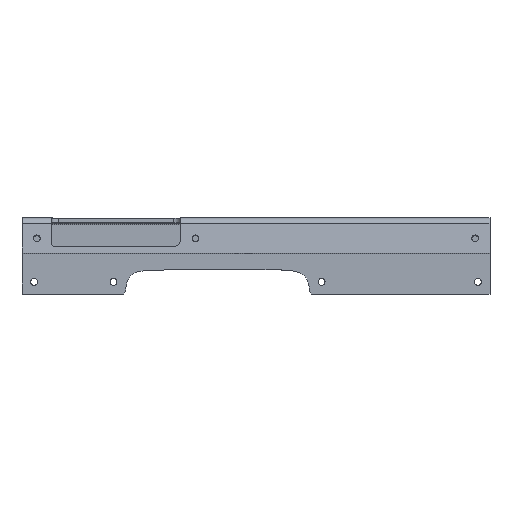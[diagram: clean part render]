
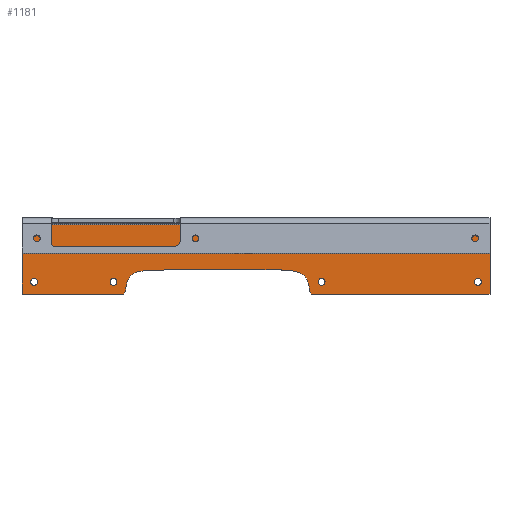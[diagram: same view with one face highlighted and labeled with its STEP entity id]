
A CAD part, top view. The second image highlights one B-rep face of the part: STEP entity #1181.
In plain terms, the highlighted planar face has unit normal (0, 0, 1).
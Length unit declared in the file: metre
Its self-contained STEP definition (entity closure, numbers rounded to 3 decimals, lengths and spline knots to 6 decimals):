
#17=CIRCLE('',#1257,0.0021);
#19=CIRCLE('',#1261,0.0021);
#21=CIRCLE('',#1264,0.0021);
#23=CIRCLE('',#1267,0.0021);
#93=PLANE('',#1269);
#123=B_SPLINE_CURVE_WITH_KNOTS('',3,(#1706,#1707,#1708,#1709,#1710,#1711,
#1712),.UNSPECIFIED.,.F.,.F.,(4,3,4),(0.025844,0.035489,
1.),.PIECEWISE_BEZIER_KNOTS.);
#125=B_SPLINE_CURVE_WITH_KNOTS('',3,(#1737,#1738,#1739,#1740,#1741,#1742,
#1743),.UNSPECIFIED.,.F.,.F.,(4,3,4),(0.,0.964511,0.974157),
 .PIECEWISE_BEZIER_KNOTS.);
#189=ORIENTED_EDGE('',*,*,#494,.F.);
#190=ORIENTED_EDGE('',*,*,#490,.T.);
#191=ORIENTED_EDGE('',*,*,#487,.T.);
#192=ORIENTED_EDGE('',*,*,#504,.F.);
#193=ORIENTED_EDGE('',*,*,#483,.T.);
#194=ORIENTED_EDGE('',*,*,#480,.T.);
#195=ORIENTED_EDGE('',*,*,#477,.F.);
#196=ORIENTED_EDGE('',*,*,#474,.F.);
#197=ORIENTED_EDGE('',*,*,#471,.F.);
#198=ORIENTED_EDGE('',*,*,#468,.F.);
#199=ORIENTED_EDGE('',*,*,#495,.F.);
#200=ORIENTED_EDGE('',*,*,#498,.T.);
#201=ORIENTED_EDGE('',*,*,#500,.F.);
#202=ORIENTED_EDGE('',*,*,#502,.F.);
#468=EDGE_CURVE('',#635,#637,#123,.T.);
#471=EDGE_CURVE('',#637,#639,#747,.T.);
#474=EDGE_CURVE('',#639,#641,#125,.T.);
#477=EDGE_CURVE('',#641,#643,#751,.T.);
#480=EDGE_CURVE('',#645,#643,#754,.T.);
#483=EDGE_CURVE('',#647,#645,#757,.T.);
#487=EDGE_CURVE('',#651,#649,#761,.T.);
#490=EDGE_CURVE('',#653,#651,#764,.T.);
#494=EDGE_CURVE('',#656,#656,#17,.F.);
#495=EDGE_CURVE('',#653,#635,#767,.T.);
#498=EDGE_CURVE('',#658,#658,#19,.T.);
#500=EDGE_CURVE('',#660,#660,#21,.F.);
#502=EDGE_CURVE('',#662,#662,#23,.F.);
#504=EDGE_CURVE('',#647,#649,#770,.T.);
#635=VERTEX_POINT('',#1704);
#637=VERTEX_POINT('',#1713);
#639=VERTEX_POINT('',#1725);
#641=VERTEX_POINT('',#1744);
#643=VERTEX_POINT('',#1756);
#645=VERTEX_POINT('',#1762);
#647=VERTEX_POINT('',#1768);
#649=VERTEX_POINT('',#1774);
#651=VERTEX_POINT('',#1777);
#653=VERTEX_POINT('',#1783);
#656=VERTEX_POINT('',#1791);
#658=VERTEX_POINT('',#1799);
#660=VERTEX_POINT('',#1804);
#662=VERTEX_POINT('',#1809);
#747=LINE('',#1724,#857);
#751=LINE('',#1755,#861);
#754=LINE('',#1761,#864);
#757=LINE('',#1767,#867);
#761=LINE('',#1776,#871);
#764=LINE('',#1782,#874);
#767=LINE('',#1793,#877);
#770=LINE('',#1813,#880);
#857=VECTOR('',#1366,1.);
#861=VECTOR('',#1372,1.);
#864=VECTOR('',#1377,1.);
#867=VECTOR('',#1382,1.);
#871=VECTOR('',#1388,1.);
#874=VECTOR('',#1393,1.);
#877=VECTOR('',#1404,1.);
#880=VECTOR('',#1429,1.);
#987=EDGE_LOOP('',(#189));
#988=EDGE_LOOP('',(#190,#191,#192,#193,#194,#195,#196,#197,#198,#199));
#989=EDGE_LOOP('',(#200));
#990=EDGE_LOOP('',(#201));
#991=EDGE_LOOP('',(#202));
#1085=FACE_BOUND('',#987,.T.);
#1086=FACE_BOUND('',#988,.T.);
#1087=FACE_BOUND('',#989,.T.);
#1088=FACE_BOUND('',#990,.T.);
#1089=FACE_BOUND('',#991,.T.);
#1181=ADVANCED_FACE('',(#1085,#1086,#1087,#1088,#1089),#93,.F.);
#1257=AXIS2_PLACEMENT_3D('',#1790,#1400,#1401);
#1261=AXIS2_PLACEMENT_3D('',#1798,#1410,#1411);
#1264=AXIS2_PLACEMENT_3D('',#1803,#1416,#1417);
#1267=AXIS2_PLACEMENT_3D('',#1808,#1422,#1423);
#1269=AXIS2_PLACEMENT_3D('',#1812,#1427,#1428);
#1366=DIRECTION('',(-1.,0.,0.));
#1372=DIRECTION('',(-0.704,-0.711,0.));
#1377=DIRECTION('',(1.,0.,0.));
#1382=DIRECTION('',(0.,-1.,0.));
#1388=DIRECTION('',(0.,1.,0.));
#1393=DIRECTION('',(1.,0.,0.));
#1400=DIRECTION('',(0.,0.,-1.));
#1401=DIRECTION('',(-1.,0.,0.));
#1404=DIRECTION('',(-0.704,0.711,0.));
#1410=DIRECTION('',(0.,0.,-1.));
#1411=DIRECTION('',(-1.,0.,0.));
#1416=DIRECTION('',(0.,0.,-1.));
#1417=DIRECTION('',(-1.,0.,0.));
#1422=DIRECTION('',(0.,0.,-1.));
#1423=DIRECTION('',(-1.,0.,0.));
#1427=DIRECTION('',(0.,0.,-1.));
#1428=DIRECTION('',(0.,1.,0.));
#1429=DIRECTION('',(1.,0.,0.));
#1704=CARTESIAN_POINT('',(0.033174,-0.044187,-0.1045));
#1706=CARTESIAN_POINT('',(0.033188,-0.044591,-0.1045));
#1707=CARTESIAN_POINT('',(0.033184,-0.044456,-0.1045));
#1708=CARTESIAN_POINT('',(0.033179,-0.044322,-0.1045));
#1709=CARTESIAN_POINT('',(0.033174,-0.044187,-0.1045));
#1710=CARTESIAN_POINT('',(0.032704,-0.030728,-0.1045));
#1711=CARTESIAN_POINT('',(0.025731,-0.030728,-0.1045));
#1712=CARTESIAN_POINT('',(0.0062,-0.030728,-0.1045));
#1713=CARTESIAN_POINT('',(0.0062,-0.030728,-0.1045));
#1724=CARTESIAN_POINT('',(-0.0238,-0.030728,-0.1045));
#1725=CARTESIAN_POINT('',(-0.0538,-0.030728,-0.1045));
#1737=CARTESIAN_POINT('',(-0.0538,-0.030728,-0.1045));
#1738=CARTESIAN_POINT('',(-0.073331,-0.030728,-0.1045));
#1739=CARTESIAN_POINT('',(-0.080304,-0.030728,-0.1045));
#1740=CARTESIAN_POINT('',(-0.080774,-0.044187,-0.1045));
#1741=CARTESIAN_POINT('',(-0.080779,-0.044322,-0.1045));
#1742=CARTESIAN_POINT('',(-0.080784,-0.044456,-0.1045));
#1743=CARTESIAN_POINT('',(-0.080788,-0.044591,-0.1045));
#1744=CARTESIAN_POINT('',(-0.080774,-0.044187,-0.1045));
#1755=CARTESIAN_POINT('',(-0.081537,-0.044958,-0.1045));
#1756=CARTESIAN_POINT('',(-0.0823,-0.045728,-0.1045));
#1761=CARTESIAN_POINT('',(-0.501605,-0.045728,-0.1045));
#1762=CARTESIAN_POINT('',(-0.14505,-0.045728,-0.1045));
#1767=CARTESIAN_POINT('',(-0.14505,0.007289,-0.1045));
#1768=CARTESIAN_POINT('',(-0.14505,-0.002916,-0.1045));
#1774=CARTESIAN_POINT('',(0.14505,-0.002916,-0.1045));
#1776=CARTESIAN_POINT('',(0.14505,0.007289,-0.1045));
#1777=CARTESIAN_POINT('',(0.14505,-0.045728,-0.1045));
#1782=CARTESIAN_POINT('',(-0.501605,-0.045728,-0.1045));
#1783=CARTESIAN_POINT('',(0.0347,-0.045728,-0.1045));
#1790=CARTESIAN_POINT('',(-0.0883,-0.038228,-0.1045));
#1791=CARTESIAN_POINT('',(-0.0904,-0.038228,-0.1045));
#1793=CARTESIAN_POINT('',(0.033937,-0.044958,-0.1045));
#1798=CARTESIAN_POINT('',(0.0407,-0.038228,-0.1045));
#1799=CARTESIAN_POINT('',(0.0386,-0.038228,-0.1045));
#1803=CARTESIAN_POINT('',(-0.13755,-0.038228,-0.1045));
#1804=CARTESIAN_POINT('',(-0.13965,-0.038228,-0.1045));
#1808=CARTESIAN_POINT('',(0.13755,-0.038228,-0.1045));
#1809=CARTESIAN_POINT('',(0.13545,-0.038228,-0.1045));
#1812=CARTESIAN_POINT('',(-0.501605,0.007289,-0.1045));
#1813=CARTESIAN_POINT('',(-0.501605,-0.002916,-0.1045));
